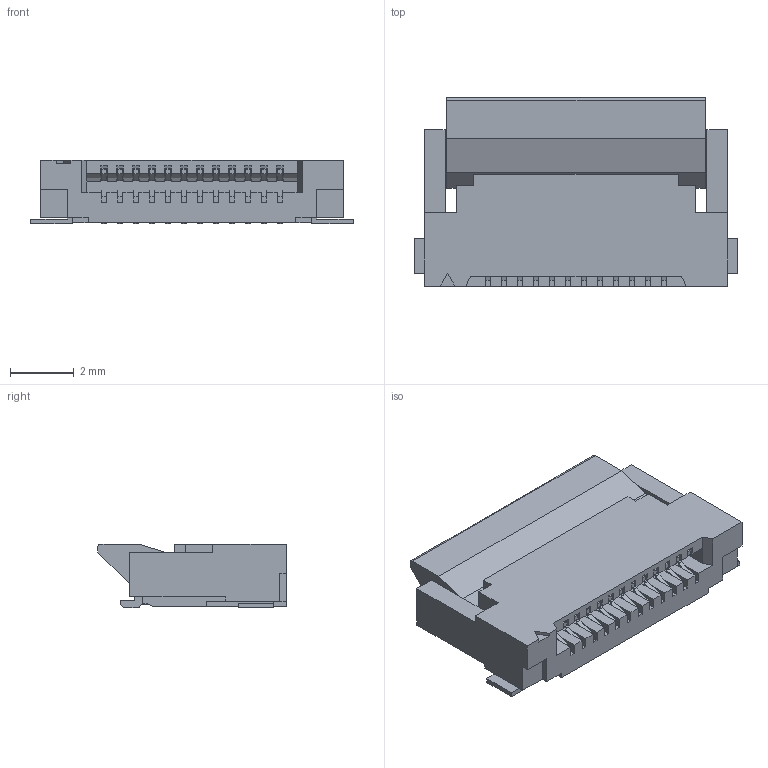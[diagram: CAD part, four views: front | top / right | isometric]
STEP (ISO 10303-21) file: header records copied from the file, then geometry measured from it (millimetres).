
FILE_DESCRIPTION(/* description */ (''),/* implementation_level */ '2;1');
FILE_NAME(/* name */ 'FPC12-0.5mm-2.step',/* time_stamp */ '2022-02-18T10:48:50+08:00',/* author */ (''),/* organization */ (''),/* preprocessor_version */ 'ST-DEVELOPER v18.1',/* originating_system */ 'Autodesk Translation Framework v10.13.0.1454',/* authorisation */ '');
FILE_SCHEMA (('AUTOMOTIVE_DESIGN { 1 0 10303 214 3 1 1 }'));
Length unit declared in the file: millimetre
Products named in the file (1): (未保存)
Bounding box: 10.1 x 5.9 x 2 mm (x, y, z)
Volume: 79 mm3; surface area: 295.3 mm2
Topology: 1 solids, 1 shells, 515 faces, 1495 edges, 996 vertices
Faces by surface type: plane 514, cylinder 1
Entity records: 16669 total; most frequent: CARTESIAN_POINT 3007, ORIENTED_EDGE 2990, DIRECTION 2529, EDGE_CURVE 1495, LINE 1493, VECTOR 1493, VERTEX_POINT 996, EDGE_LOOP 529
